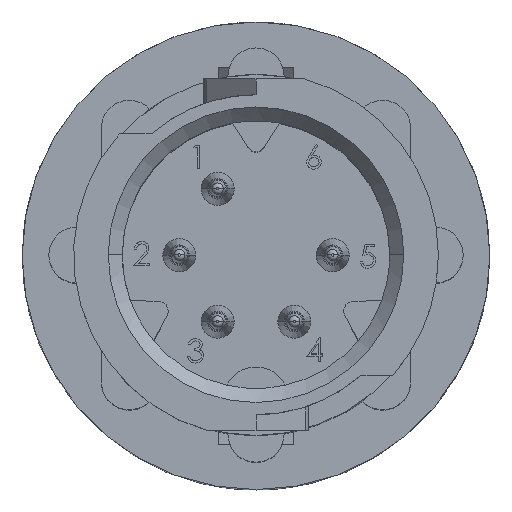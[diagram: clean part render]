
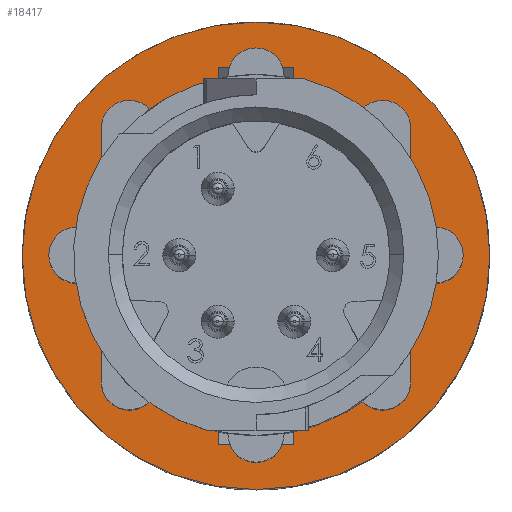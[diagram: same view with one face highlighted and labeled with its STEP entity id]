
A CAD part, top view. The second image highlights one B-rep face of the part: STEP entity #18417.
In plain terms, the highlighted planar face has unit normal (0, 0, 1).
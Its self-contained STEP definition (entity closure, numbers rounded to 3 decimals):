
#9 = CARTESIAN_POINT ( 'NONE',  ( -1.016, -4.392, -16.815 ) ) ;
#253 = VECTOR ( 'NONE', #14658, 1000. ) ;
#293 = CARTESIAN_POINT ( 'NONE',  ( -1.016, 5.125, -16.815 ) ) ;
#668 = CARTESIAN_POINT ( 'NONE',  ( -1.016, -5.125, -16.815 ) ) ;
#739 = PLANE ( 'NONE',  #7006 ) ;
#745 = EDGE_CURVE ( 'NONE', #12513, #10088, #4138, .T. ) ;
#1014 = CARTESIAN_POINT ( 'NONE',  ( 0., 0., -16.815 ) ) ;
#1307 = EDGE_CURVE ( 'NONE', #11815, #13882, #7132, .T. ) ;
#1421 = CARTESIAN_POINT ( 'NONE',  ( 0., 0., -16.815 ) ) ;
#1677 = VECTOR ( 'NONE', #2113, 1000. ) ;
#2113 = DIRECTION ( 'NONE',  ( 0., 1., 0. ) ) ;
#2656 = ORIENTED_EDGE ( 'NONE', *, *, #745, .F. ) ;
#2810 = VECTOR ( 'NONE', #18949, 1000. ) ;
#3024 = DIRECTION ( 'NONE',  ( 1., 0., 0. ) ) ;
#3225 = VERTEX_POINT ( 'NONE', #20294 ) ;
#3330 = EDGE_LOOP ( 'NONE', ( #10816, #20198, #8171, #7544, #2656, #9208, #5551, #9833, #9556 ) ) ;
#3356 = CIRCLE ( 'NONE', #12941, 6.35 ) ;
#3805 = VERTEX_POINT ( 'NONE', #4003 ) ;
#4003 = CARTESIAN_POINT ( 'NONE',  ( 1.016, -5.125, -16.815 ) ) ;
#4138 = CIRCLE ( 'NONE', #4456, 4.508 ) ;
#4237 = DIRECTION ( 'NONE',  ( 0., 0., 1. ) ) ;
#4274 = EDGE_CURVE ( 'NONE', #14238, #3225, #6220, .T. ) ;
#4456 = AXIS2_PLACEMENT_3D ( 'NONE', #1014, #10543, #16961 ) ;
#5088 = LINE ( 'NONE', #6528, #17545 ) ;
#5194 = ORIENTED_EDGE ( 'NONE', *, *, #9706, .T. ) ;
#5551 = ORIENTED_EDGE ( 'NONE', *, *, #15912, .F. ) ;
#6220 = LINE ( 'NONE', #14184, #2810 ) ;
#6528 = CARTESIAN_POINT ( 'NONE',  ( 1.016, -5.125, -16.815 ) ) ;
#6605 = LINE ( 'NONE', #293, #16899 ) ;
#6751 = DIRECTION ( 'NONE',  ( 0., 1., 0. ) ) ;
#6839 = DIRECTION ( 'NONE',  ( 0., 0., 1. ) ) ;
#7006 = AXIS2_PLACEMENT_3D ( 'NONE', #19368, #6839, #17820 ) ;
#7132 = LINE ( 'NONE', #19851, #16527 ) ;
#7517 = DIRECTION ( 'NONE',  ( 0., 0., 1. ) ) ;
#7544 = ORIENTED_EDGE ( 'NONE', *, *, #10166, .F. ) ;
#7545 = CARTESIAN_POINT ( 'NONE',  ( 0., 0., -16.815 ) ) ;
#7860 = CARTESIAN_POINT ( 'NONE',  ( -1.016, 4.392, -16.815 ) ) ;
#8068 = CARTESIAN_POINT ( 'NONE',  ( -1.016, 5.125, -16.815 ) ) ;
#8145 = CARTESIAN_POINT ( 'NONE',  ( -6.35, 0., -16.815 ) ) ;
#8171 = ORIENTED_EDGE ( 'NONE', *, *, #4274, .F. ) ;
#8875 = DIRECTION ( 'NONE',  ( 0., 0., 1. ) ) ;
#8978 = CIRCLE ( 'NONE', #9299, 4.508 ) ;
#9107 = DIRECTION ( 'NONE',  ( 1., 0., 0. ) ) ;
#9208 = ORIENTED_EDGE ( 'NONE', *, *, #10747, .F. ) ;
#9299 = AXIS2_PLACEMENT_3D ( 'NONE', #12486, #8875, #18495 ) ;
#9501 = EDGE_CURVE ( 'NONE', #15224, #13882, #8978, .T. ) ;
#9545 = CARTESIAN_POINT ( 'NONE',  ( -1.016, -5.125, -16.815 ) ) ;
#9556 = ORIENTED_EDGE ( 'NONE', *, *, #9501, .F. ) ;
#9706 = EDGE_CURVE ( 'NONE', #14518, #9922, #3356, .T. ) ;
#9833 = ORIENTED_EDGE ( 'NONE', *, *, #1307, .T. ) ;
#9922 = VERTEX_POINT ( 'NONE', #12553 ) ;
#9983 = LINE ( 'NONE', #10283, #1677 ) ;
#10088 = VERTEX_POINT ( 'NONE', #16570 ) ;
#10166 = EDGE_CURVE ( 'NONE', #10088, #14238, #13572, .T. ) ;
#10283 = CARTESIAN_POINT ( 'NONE',  ( -1.016, 5.125, -16.815 ) ) ;
#10543 = DIRECTION ( 'NONE',  ( 0., 0., 1. ) ) ;
#10583 = EDGE_CURVE ( 'NONE', #15224, #12161, #9983, .T. ) ;
#10725 = EDGE_CURVE ( 'NONE', #9922, #14518, #12578, .T. ) ;
#10747 = EDGE_CURVE ( 'NONE', #3805, #12513, #5088, .T. ) ;
#10816 = ORIENTED_EDGE ( 'NONE', *, *, #10583, .T. ) ;
#11553 = EDGE_LOOP ( 'NONE', ( #14982, #5194 ) ) ;
#11649 = LINE ( 'NONE', #668, #253 ) ;
#11815 = VERTEX_POINT ( 'NONE', #9545 ) ;
#12161 = VERTEX_POINT ( 'NONE', #8068 ) ;
#12486 = CARTESIAN_POINT ( 'NONE',  ( 0., 0., -16.815 ) ) ;
#12513 = VERTEX_POINT ( 'NONE', #12802 ) ;
#12553 = CARTESIAN_POINT ( 'NONE',  ( 6.35, 0., -16.815 ) ) ;
#12578 = CIRCLE ( 'NONE', #13912, 6.35 ) ;
#12802 = CARTESIAN_POINT ( 'NONE',  ( 1.016, -4.392, -16.815 ) ) ;
#12941 = AXIS2_PLACEMENT_3D ( 'NONE', #1421, #7517, #20350 ) ;
#13037 = DIRECTION ( 'NONE',  ( 1., 0., 0. ) ) ;
#13572 = CIRCLE ( 'NONE', #14904, 4.508 ) ;
#13882 = VERTEX_POINT ( 'NONE', #9 ) ;
#13912 = AXIS2_PLACEMENT_3D ( 'NONE', #17097, #15653, #3024 ) ;
#14184 = CARTESIAN_POINT ( 'NONE',  ( 1.016, 5.125, -16.815 ) ) ;
#14193 = DIRECTION ( 'NONE',  ( 0., 1., 0. ) ) ;
#14238 = VERTEX_POINT ( 'NONE', #14487 ) ;
#14487 = CARTESIAN_POINT ( 'NONE',  ( 1.016, 4.392, -16.815 ) ) ;
#14518 = VERTEX_POINT ( 'NONE', #8145 ) ;
#14616 = FACE_OUTER_BOUND ( 'NONE', #11553, .T. ) ;
#14658 = DIRECTION ( 'NONE',  ( 1., 0., 0. ) ) ;
#14904 = AXIS2_PLACEMENT_3D ( 'NONE', #7545, #4237, #9107 ) ;
#14920 = FACE_BOUND ( 'NONE', #3330, .T. ) ;
#14982 = ORIENTED_EDGE ( 'NONE', *, *, #10725, .T. ) ;
#15224 = VERTEX_POINT ( 'NONE', #7860 ) ;
#15653 = DIRECTION ( 'NONE',  ( 0., 0., 1. ) ) ;
#15912 = EDGE_CURVE ( 'NONE', #11815, #3805, #11649, .T. ) ;
#16527 = VECTOR ( 'NONE', #6751, 1000. ) ;
#16570 = CARTESIAN_POINT ( 'NONE',  ( 4.508, 0., -16.815 ) ) ;
#16899 = VECTOR ( 'NONE', #13037, 1000. ) ;
#16961 = DIRECTION ( 'NONE',  ( 1., 0., 0. ) ) ;
#17097 = CARTESIAN_POINT ( 'NONE',  ( 0., 0., -16.815 ) ) ;
#17545 = VECTOR ( 'NONE', #14193, 1000. ) ;
#17820 = DIRECTION ( 'NONE',  ( 1., 0., 0. ) ) ;
#18417 = ADVANCED_FACE ( 'NONE', ( #14920, #14616 ), #739, .T. ) ;
#18495 = DIRECTION ( 'NONE',  ( 1., 0., 0. ) ) ;
#18949 = DIRECTION ( 'NONE',  ( 0., 1., 0. ) ) ;
#19074 = EDGE_CURVE ( 'NONE', #12161, #3225, #6605, .T. ) ;
#19368 = CARTESIAN_POINT ( 'NONE',  ( 0., 4.381, -16.815 ) ) ;
#19851 = CARTESIAN_POINT ( 'NONE',  ( -1.016, -5.125, -16.815 ) ) ;
#20198 = ORIENTED_EDGE ( 'NONE', *, *, #19074, .T. ) ;
#20294 = CARTESIAN_POINT ( 'NONE',  ( 1.016, 5.125, -16.815 ) ) ;
#20350 = DIRECTION ( 'NONE',  ( 1., 0., 0. ) ) ;
